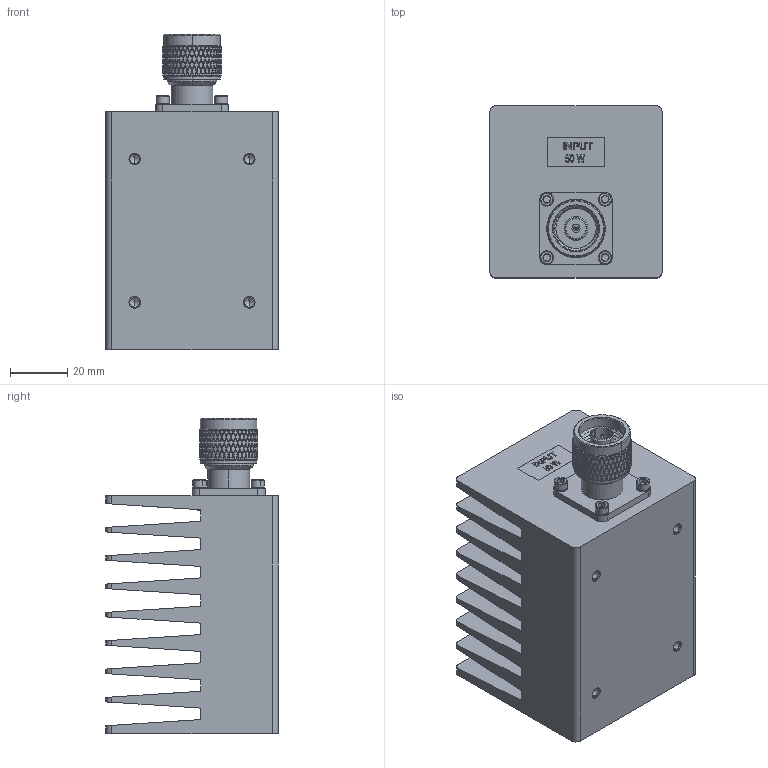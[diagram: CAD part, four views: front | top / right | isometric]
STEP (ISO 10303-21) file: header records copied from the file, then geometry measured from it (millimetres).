
FILE_DESCRIPTION (( 'STEP AP203' ), '1' );
FILE_NAME ('PE6188.step', '2018-07-05T21:04:16', ( '' ), ( '' ), 'SwSTEP 2.0', 'SolidWorks 2017', '' );
FILE_SCHEMA (( 'CONFIG_CONTROL_DESIGN' ));
Length unit declared in the file: inch
Products named in the file (1): PE6188
Bounding box: 60 x 60 x 110 mm (x, y, z)
Volume: 207503.9 mm3; surface area: 57205.5 mm2
Topology: 1 solids, 5 shells, 1625 faces, 3646 edges, 2061 vertices
Faces by surface type: bspline 1004, cylinder 352, plane 188, cone 79, torus 2
Entity records: 65177 total; most frequent: CARTESIAN_POINT 40236, ORIENTED_EDGE 7276, EDGE_CURVE 3638, DIRECTION 2533, VERTEX_POINT 2061, EDGE_LOOP 1663, FACE_OUTER_BOUND 1625, ADVANCED_FACE 1625
